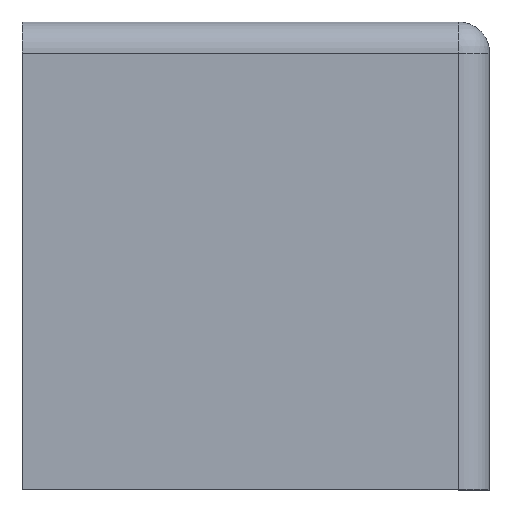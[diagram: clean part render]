
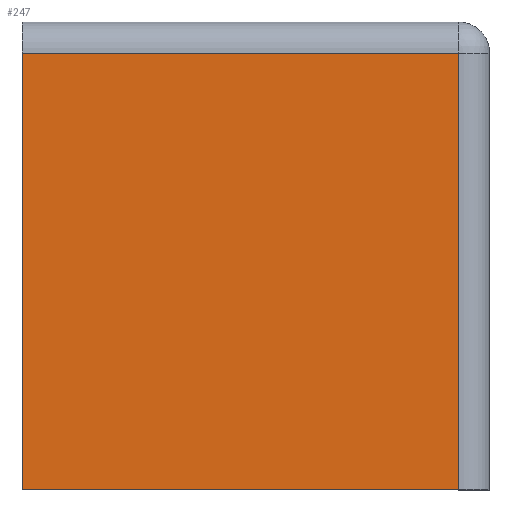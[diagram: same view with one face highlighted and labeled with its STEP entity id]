
A CAD part, top view. The second image highlights one B-rep face of the part: STEP entity #247.
In plain terms, the highlighted planar face has unit normal (0, 0, 1).
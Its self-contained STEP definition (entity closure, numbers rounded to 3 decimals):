
#247=ADVANCED_FACE('',(#265),#266,.T.);
#265=FACE_OUTER_BOUND('',#291,.T.);
#266=PLANE('',#292);
#291=EDGE_LOOP('',(#339,#340,#341,#342));
#292=AXIS2_PLACEMENT_3D('',#343,#344,#345);
#339=ORIENTED_EDGE('',*,*,#423,.F.);
#340=ORIENTED_EDGE('',*,*,#424,.T.);
#341=ORIENTED_EDGE('',*,*,#415,.T.);
#342=ORIENTED_EDGE('',*,*,#425,.F.);
#343=CARTESIAN_POINT('',(22.5,22.5,45.0));
#344=DIRECTION('',(0.0,0.0,1.0));
#345=DIRECTION('',(1.0,0.0,0.0));
#415=EDGE_CURVE('',#446,#449,#452,.F.);
#423=EDGE_CURVE('',#465,#466,#467,.T.);
#424=EDGE_CURVE('',#465,#446,#468,.F.);
#425=EDGE_CURVE('',#466,#449,#469,.T.);
#446=VERTEX_POINT('',#497);
#449=VERTEX_POINT('',#500);
#452=LINE('',#503,#504);
#465=VERTEX_POINT('',#524);
#466=VERTEX_POINT('',#525);
#467=LINE('',#526,#527);
#468=LINE('',#528,#529);
#469=LINE('',#530,#531);
#497=CARTESIAN_POINT('',(42.0,42.0,45.0));
#500=CARTESIAN_POINT('',(0.0,42.0,45.0));
#503=CARTESIAN_POINT('',(22.5,42.0,45.0));
#504=VECTOR('',#577,1.0);
#524=CARTESIAN_POINT('',(42.0,0.0,45.0));
#525=CARTESIAN_POINT('',(0.0,0.0,45.0));
#526=CARTESIAN_POINT('',(22.5,0.0,45.0));
#527=VECTOR('',#585,1.0);
#528=CARTESIAN_POINT('',(42.0,22.5,45.0));
#529=VECTOR('',#586,1.0);
#530=CARTESIAN_POINT('',(0.0,22.5,45.0));
#531=VECTOR('',#587,1.0);
#577=DIRECTION('',(1.0,0.0,0.0));
#585=DIRECTION('',(-1.0,0.0,0.0));
#586=DIRECTION('',(0.0,-1.0,0.0));
#587=DIRECTION('',(0.0,1.0,0.0));
